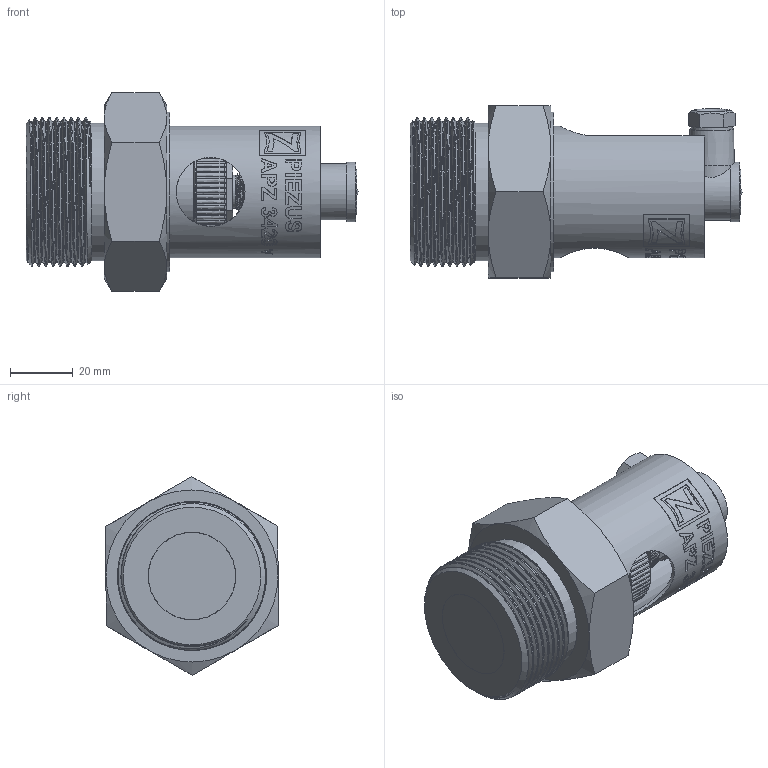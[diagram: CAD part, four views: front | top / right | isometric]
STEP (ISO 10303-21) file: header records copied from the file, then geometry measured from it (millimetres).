
FILE_DESCRIPTION(/* description */ (''),/* implementation_level */ '2;1');
FILE_NAME(/* name */ 'APZ3420v_G1-1''4_3.step',/* time_stamp */ '2021-07-13T17:02:40+03:00',/* author */ (''),/* organization */ (''),/* preprocessor_version */ 'ST-DEVELOPER v18.1',/* originating_system */ 'Autodesk Translation Framework v10.9.0.1377',/* authorisation */ '');
FILE_SCHEMA (('AUTOMOTIVE_DESIGN { 1 0 10303 214 3 1 1 }'));
Products named in the file (7): АПЗ 3420 v - filled; OMAL nut M27x1.5 v8; M12x1 male v16; Ш100.000.002 v4; M12x1 female angular v10; МР00-01.266.412.125 v5; МР00-01.266.410.125 v6
Assembly tree (6 placements, depth 2):
  АПЗ 3420 v - filled
    OMAL nut M27x1.5 v8
    M12x1 male v16
    Ш100.000.002 v4
    M12x1 female angular v10
    МР00-01.266.412.125 v5
    МР00-01.266.410.125 v6
Bounding box: 106.11 x 55.08 x 63.51 mm (x, y, z)
Volume: 121180.9 mm3; surface area: 44403.5 mm2
Topology: 17 solids, 18 shells, 1022 faces, 2821 edges, 1890 vertices
Faces by surface type: bspline 459, cylinder 341, plane 181, cone 30, torus 10, sphere 1
Full cylindrical faces by diameter (mm): 1 x12, 1.5 x4, 2 x1, 7 x1, 8 x1, 8.2 x1, 9.471 x2, 10.6 x2, 10.741 x6, 11.035 x4, 11.156 x1, 11.884 x5, 12.152 x4, 13 x1, 14 x1, 14.137 x4, 14.526 x3, 15.85 x3, 16.203 x3, 18 x1, 19 x1, 20 x1, 21.4 x2, 22 x1, 22.3 x1, 22.5 x1, 24.5 x1, 25.132 x4, 25.526 x4, 25.7 x1
Entity records: 60755 total; most frequent: CARTESIAN_POINT 37912, ORIENTED_EDGE 5642, DIRECTION 3230, EDGE_CURVE 2821, VERTEX_POINT 1890, B_SPLINE_CURVE_WITH_KNOTS 1241, AXIS2_PLACEMENT_3D 1164, EDGE_LOOP 1097
